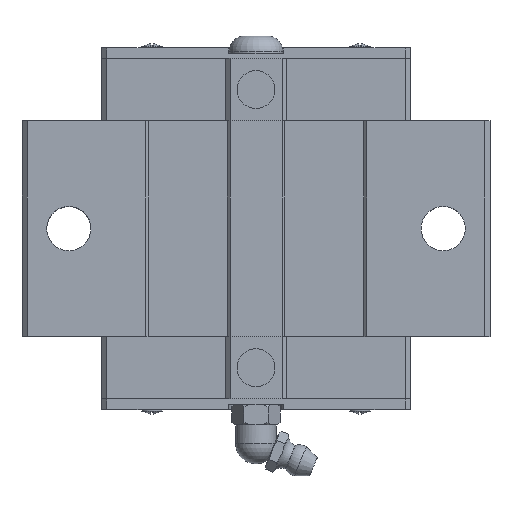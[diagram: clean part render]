
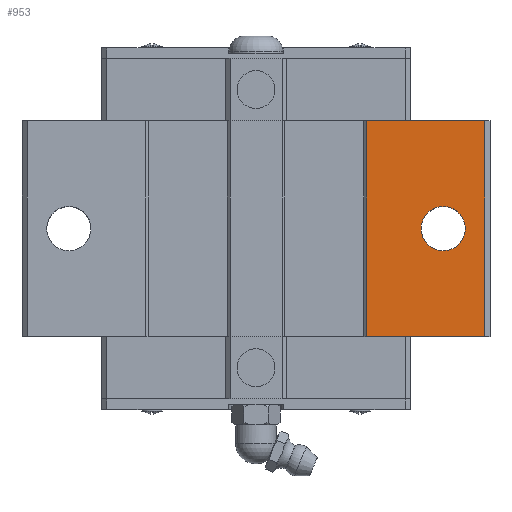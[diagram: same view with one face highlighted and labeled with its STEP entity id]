
A CAD part, top view. The second image highlights one B-rep face of the part: STEP entity #953.
In plain terms, the highlighted planar face has unit normal (0, 0, 1).
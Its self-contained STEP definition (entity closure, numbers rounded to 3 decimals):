
#953=ADVANCED_FACE('',(#1957,#1958),#1959,.T.);
#1957=FACE_OUTER_BOUND('',#3003,.T.);
#1958=FACE_BOUND('',#3004,.T.);
#1959=PLANE('',#3005);
#3003=EDGE_LOOP('',(#5913,#5914,#5915,#5916));
#3004=EDGE_LOOP('',(#5917,#5918));
#3005=AXIS2_PLACEMENT_3D('',#5919,#5920,#5921);
#5913=ORIENTED_EDGE('',*,*,#7362,.T.);
#5914=ORIENTED_EDGE('',*,*,#7293,.T.);
#5915=ORIENTED_EDGE('',*,*,#7368,.F.);
#5916=ORIENTED_EDGE('',*,*,#7343,.T.);
#5917=ORIENTED_EDGE('',*,*,#6267,.T.);
#5918=ORIENTED_EDGE('',*,*,#7369,.T.);
#5919=CARTESIAN_POINT('',(0.0,55.501,42.0));
#5920=DIRECTION('',(0.0,0.0,1.0));
#5921=DIRECTION('',(-1.0,0.0,0.0));
#6267=EDGE_CURVE('',#7493,#7499,#7501,.T.);
#7293=EDGE_CURVE('',#9018,#9016,#9019,.T.);
#7343=EDGE_CURVE('',#9105,#9103,#9106,.T.);
#7362=EDGE_CURVE('',#9103,#9018,#9129,.T.);
#7368=EDGE_CURVE('',#9105,#9016,#9135,.T.);
#7369=EDGE_CURVE('',#7499,#7493,#9136,.T.);
#7493=VERTEX_POINT('',#9290);
#7499=VERTEX_POINT('',#9297);
#7501=CIRCLE('',#9300,4.25);
#9016=VERTEX_POINT('',#12361);
#9018=VERTEX_POINT('',#12364);
#9019=LINE('',#12365,#12366);
#9103=VERTEX_POINT('',#12491);
#9105=VERTEX_POINT('',#12494);
#9106=LINE('',#12495,#12496);
#9129=LINE('',#12531,#12532);
#9135=LINE('',#12540,#12541);
#9136=CIRCLE('',#12542,4.25);
#9290=CARTESIAN_POINT('',(40.25,34.751,42.0));
#9297=CARTESIAN_POINT('',(31.75,34.751,42.0));
#9300=AXIS2_PLACEMENT_3D('',#12732,#12733,#12734);
#12361=CARTESIAN_POINT('',(44.0,14.001,42.0));
#12364=CARTESIAN_POINT('',(21.25,14.001,42.0));
#12365=CARTESIAN_POINT('',(44.0,14.001,42.0));
#12366=VECTOR('',#13726,1.0);
#12491=CARTESIAN_POINT('',(21.25,55.501,42.0));
#12494=CARTESIAN_POINT('',(44.0,55.501,42.0));
#12495=CARTESIAN_POINT('',(44.0,55.501,42.0));
#12496=VECTOR('',#13772,1.0);
#12531=CARTESIAN_POINT('',(21.25,65.876,42.0));
#12532=VECTOR('',#13785,1.0);
#12540=CARTESIAN_POINT('',(44.0,55.501,42.0));
#12541=VECTOR('',#13788,1.0);
#12542=AXIS2_PLACEMENT_3D('',#13789,#13790,#13791);
#12732=CARTESIAN_POINT('',(36.0,34.751,42.0));
#12733=DIRECTION('',(0.0,0.0,-1.0));
#12734=DIRECTION('',(1.0,0.0,0.0));
#13726=DIRECTION('',(1.0,0.0,0.0));
#13772=DIRECTION('',(-1.0,0.0,0.0));
#13785=DIRECTION('',(0.0,-1.0,0.0));
#13788=DIRECTION('',(0.0,-1.0,0.0));
#13789=CARTESIAN_POINT('',(36.0,34.751,42.0));
#13790=DIRECTION('',(0.0,0.0,-1.0));
#13791=DIRECTION('',(1.0,0.0,0.0));
